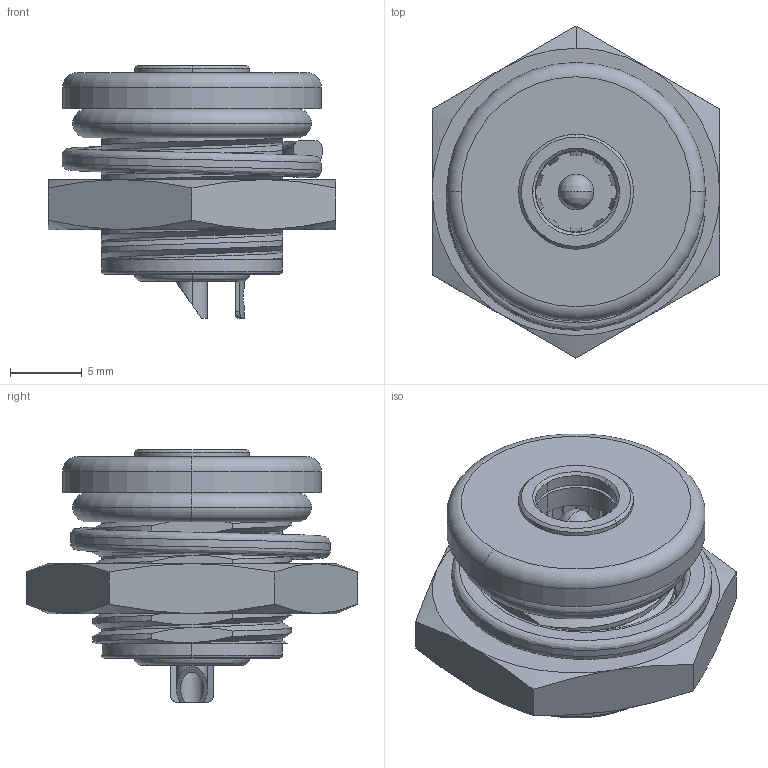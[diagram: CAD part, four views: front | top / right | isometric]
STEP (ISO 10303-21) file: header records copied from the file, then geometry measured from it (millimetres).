
FILE_DESCRIPTION (( 'STEP AP203' ), '1' );
FILE_NAME ('54-00527.STEP', '2025-05-14T18:58:07', ( '' ), ( '' ), 'SwSTEP 2.0', 'SolidWorks 2021', '' );
FILE_SCHEMA (( 'CONFIG_CONTROL_DESIGN' ));
Length unit declared in the file: millimetre
Products named in the file (10): 50-00543 spring contact_Terminal; 50-00543 shell_Shell; 24-00419; 56-00028_Helical - Render; 50-00543 center pin_Center pin; 50-00543; 56-00029; 54-00527; 55-00308; 50-00543 insulator_Insulator
Assembly tree (9 placements, depth 3):
  54-00527
    24-00419
    56-00028_Helical - Render
    56-00029
    55-00308
    50-00543
      50-00543 center pin_Center pin
      50-00543 insulator_Insulator
      50-00543 spring contact_Terminal
      50-00543 shell_Shell
Bounding box: 20 x 23.09 x 17.6 mm (x, y, z)
Volume: 2819.8 mm3; surface area: 4248.3 mm2
Topology: 8 solids, 8 shells, 286 faces, 707 edges, 423 vertices
Faces by surface type: plane 100, cylinder 79, bspline 74, cone 17, torus 16
Entity records: 20816 total; most frequent: CARTESIAN_POINT 13649, ORIENTED_EDGE 1406, DIRECTION 1161, EDGE_CURVE 703, AXIS2_PLACEMENT_3D 483, VERTEX_POINT 423, EDGE_LOOP 310, FACE_OUTER_BOUND 286
